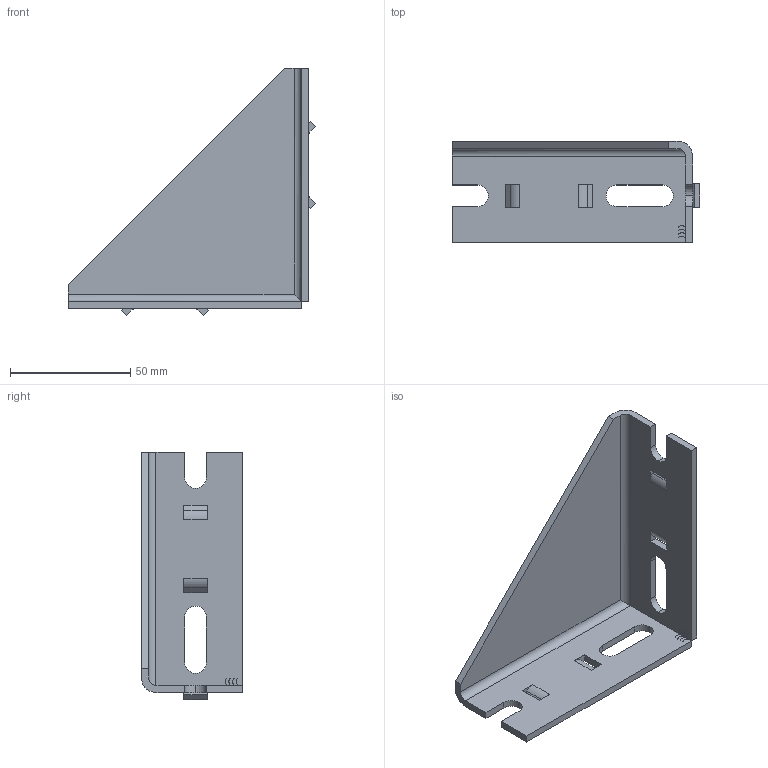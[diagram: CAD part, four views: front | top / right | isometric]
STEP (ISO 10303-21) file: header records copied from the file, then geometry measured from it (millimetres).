
FILE_DESCRIPTION(('STEP AP214'),'1');
FILE_NAME('fath_093wv1001v.stp','2017-09-12T08:03:50',('TraceParts'),('TraceParts S.A.'),'Spatial InterOp 3D',' ',' ');
FILE_SCHEMA(('automotive_design'));
Length unit declared in the file: millimetre
Products named in the file (1): fath_093wv1001v
Bounding box: 103 x 42 x 103 mm (x, y, z)
Volume: 37252.6 mm3; surface area: 27242.1 mm2
Topology: 1 solids, 1 shells, 119 faces, 317 edges, 208 vertices
Faces by surface type: plane 79, cylinder 40
Entity records: 4692 total; most frequent: CARTESIAN_POINT 651, DIRECTION 635, ORIENTED_EDGE 634, EDGE_CURVE 317, LINE 235, VECTOR 235, VERTEX_POINT 208, AXIS2_PLACEMENT_3D 200
